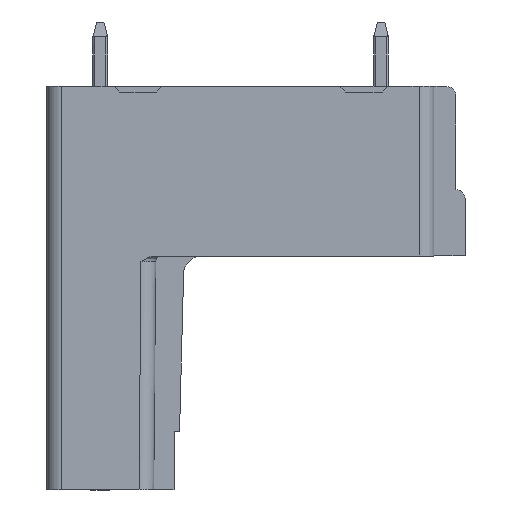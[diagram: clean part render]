
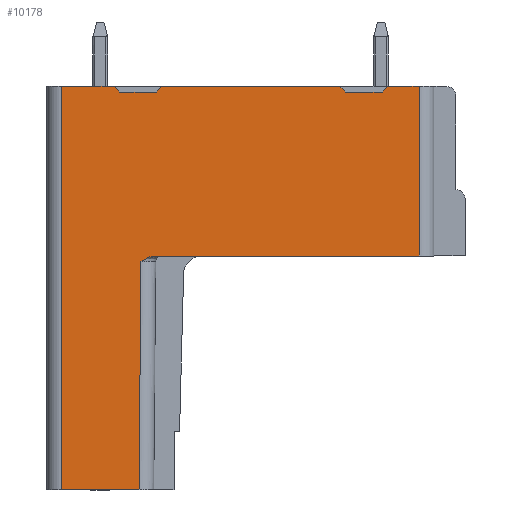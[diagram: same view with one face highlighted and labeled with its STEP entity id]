
A CAD part, left-side view. The second image highlights one B-rep face of the part: STEP entity #10178.
In plain terms, the highlighted planar face has unit normal (-1, 0, 0).
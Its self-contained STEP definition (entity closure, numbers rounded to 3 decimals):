
#125=CARTESIAN_POINT('',(-12.9,5.537,
0.));
#633=DIRECTION('',(0.,1.,0.));
#634=VECTOR('',#633,2.85);
#635=CARTESIAN_POINT('',(-12.9,7.75,9.2));
#636=LINE('',#635,#634);
#1794=DIRECTION('',(0.,1.,0.));
#1795=VECTOR('',#1794,14.337);
#1796=CARTESIAN_POINT('',(-12.9,-8.8,
0.));
#1797=LINE('',#1796,#1795);
#1798=CARTESIAN_POINT('',(-12.9,5.537,
0.));
#1799=CARTESIAN_POINT('',(-12.9,5.563,
0.));
#1800=CARTESIAN_POINT('',(-12.9,5.618,
-0.002));
#1801=CARTESIAN_POINT('',(-12.9,5.71,
-0.018));
#1802=CARTESIAN_POINT('',(-12.9,5.81,
-0.046));
#1803=CARTESIAN_POINT('',(-12.9,5.918,
-0.089));
#1804=CARTESIAN_POINT('',(-12.9,6.033,
-0.146));
#1805=CARTESIAN_POINT('',(-12.9,6.157,
-0.216));
#1806=CARTESIAN_POINT('',(-12.9,6.245,
-0.271));
#1807=CARTESIAN_POINT('',(-12.9,6.292,
-0.3));
#1809=DIRECTION('',(0.,0.009,-1.));
#1810=VECTOR('',#1809,12.4);
#1811=CARTESIAN_POINT('',(-12.9,6.292,
-0.3));
#1812=LINE('',#1811,#1810);
#1813=DIRECTION('',(0.,1.,0.));
#1814=VECTOR('',#1813,4.2);
#1815=CARTESIAN_POINT('',(-12.9,6.4,-12.7));
#1816=LINE('',#1815,#1814);
#1817=DIRECTION('',(0.,-0.707,-0.707));
#1818=VECTOR('',#1817,0.424);
#1819=CARTESIAN_POINT('',(-12.9,7.75,9.2));
#1820=LINE('',#1819,#1818);
#1821=DIRECTION('',(0.,-0.707,0.707));
#1822=VECTOR('',#1821,0.424);
#1823=CARTESIAN_POINT('',(-12.9,5.45,8.9));
#1824=LINE('',#1823,#1822);
#1825=DIRECTION('',(0.,-1.,0.));
#1826=VECTOR('',#1825,9.65);
#1827=CARTESIAN_POINT('',(-12.9,5.15,9.2));
#1828=LINE('',#1827,#1826);
#1829=DIRECTION('',(0.,-0.707,-0.707));
#1830=VECTOR('',#1829,0.424);
#1831=CARTESIAN_POINT('',(-12.9,-4.5,9.2));
#1832=LINE('',#1831,#1830);
#1833=DIRECTION('',(0.,-0.707,0.707));
#1834=VECTOR('',#1833,0.424);
#1835=CARTESIAN_POINT('',(-12.9,-6.8,8.9));
#1836=LINE('',#1835,#1834);
#1837=DIRECTION('',(0.,-1.,0.));
#1838=VECTOR('',#1837,1.7);
#1839=CARTESIAN_POINT('',(-12.9,-7.1,9.2));
#1840=LINE('',#1839,#1838);
#1841=DIRECTION('',(0.,0.,-1.));
#1842=VECTOR('',#1841,9.2);
#1843=CARTESIAN_POINT('',(-12.9,-8.8,9.2));
#1844=LINE('',#1843,#1842);
#2356=DIRECTION('',(0.,1.,0.));
#2357=VECTOR('',#2356,2.);
#2358=CARTESIAN_POINT('',(-12.9,5.45,8.9));
#2359=LINE('',#2358,#2357);
#4524=DIRECTION('',(0.,0.,-1.));
#4525=VECTOR('',#4524,21.9);
#4526=CARTESIAN_POINT('',(-12.9,10.6,9.2));
#4527=LINE('',#4526,#4525);
#4660=DIRECTION('',(0.,1.,0.));
#4661=VECTOR('',#4660,2.);
#4662=CARTESIAN_POINT('',(-12.9,-6.8,8.9));
#4663=LINE('',#4662,#4661);
#7036=VERTEX_POINT('',#125);
#7037=CARTESIAN_POINT('',(-12.9,-8.8,
0.));
#7038=VERTEX_POINT('',#7037);
#7199=CARTESIAN_POINT('',(-12.9,-8.8,9.2));
#7200=VERTEX_POINT('',#7199);
#7201=CARTESIAN_POINT('',(-12.9,-7.1,9.2));
#7202=VERTEX_POINT('',#7201);
#7207=CARTESIAN_POINT('',(-12.9,-4.5,9.2));
#7208=VERTEX_POINT('',#7207);
#7209=CARTESIAN_POINT('',(-12.9,5.15,9.2));
#7210=VERTEX_POINT('',#7209);
#7219=CARTESIAN_POINT('',(-12.9,7.75,9.2));
#7220=VERTEX_POINT('',#7219);
#7221=CARTESIAN_POINT('',(-12.9,10.6,9.2));
#7222=VERTEX_POINT('',#7221);
#7302=VERTEX_POINT('',#1807);
#7303=CARTESIAN_POINT('',(-12.9,6.4,-12.7));
#7304=VERTEX_POINT('',#7303);
#7305=CARTESIAN_POINT('',(-12.9,10.6,-12.7));
#7306=VERTEX_POINT('',#7305);
#7307=CARTESIAN_POINT('',(-12.9,7.45,8.9));
#7308=VERTEX_POINT('',#7307);
#7309=CARTESIAN_POINT('',(-12.9,5.45,8.9));
#7310=VERTEX_POINT('',#7309);
#7311=CARTESIAN_POINT('',(-12.9,-4.8,8.9));
#7312=VERTEX_POINT('',#7311);
#7313=CARTESIAN_POINT('',(-12.9,-6.8,8.9));
#7314=VERTEX_POINT('',#7313);
#10146=CARTESIAN_POINT('',(-12.9,5.192,-0.3));
#10147=DIRECTION('',(-1.,0.,0.));
#10148=DIRECTION('',(0.,-1.,0.));
#10149=AXIS2_PLACEMENT_3D('',#10146,#10147,#10148);
#10150=PLANE('',#10149);
#10151=ORIENTED_EDGE('',*,*,#7918,.T.);
#10153=ORIENTED_EDGE('',*,*,#10152,.T.);
#10155=ORIENTED_EDGE('',*,*,#10154,.T.);
#10157=ORIENTED_EDGE('',*,*,#10156,.T.);
#10159=ORIENTED_EDGE('',*,*,#10158,.F.);
#10160=ORIENTED_EDGE('',*,*,#8390,.F.);
#10162=ORIENTED_EDGE('',*,*,#10161,.T.);
#10164=ORIENTED_EDGE('',*,*,#10163,.F.);
#10166=ORIENTED_EDGE('',*,*,#10165,.T.);
#10167=ORIENTED_EDGE('',*,*,#8374,.T.);
#10169=ORIENTED_EDGE('',*,*,#10168,.T.);
#10171=ORIENTED_EDGE('',*,*,#10170,.F.);
#10173=ORIENTED_EDGE('',*,*,#10172,.T.);
#10174=ORIENTED_EDGE('',*,*,#8365,.T.);
#10175=ORIENTED_EDGE('',*,*,#10139,.T.);
#10176=EDGE_LOOP('',(#10151,#10153,#10155,#10157,#10159,#10160,#10162,#10164,
#10166,#10167,#10169,#10171,#10173,#10174,#10175));
#10177=FACE_OUTER_BOUND('',#10176,.F.);
#10178=ADVANCED_FACE('',(#10177),#10150,.T.);
#1808=B_SPLINE_CURVE_WITH_KNOTS('',3,(#1798,#1799,#1800,#1801,#1802,#1803,#1804,
#1805,#1806,#1807),.UNSPECIFIED.,.F.,.F.,(4,1,1,1,1,1,1,4),(0.,
0.143,0.286,0.429,0.571,
0.714,0.857,1.),.UNSPECIFIED.);
#7918=EDGE_CURVE('',#7038,#7036,#1797,.T.);
#8365=EDGE_CURVE('',#7202,#7200,#1840,.T.);
#8374=EDGE_CURVE('',#7210,#7208,#1828,.T.);
#8390=EDGE_CURVE('',#7220,#7222,#636,.T.);
#10139=EDGE_CURVE('',#7200,#7038,#1844,.T.);
#10152=EDGE_CURVE('',#7036,#7302,#1808,.T.);
#10154=EDGE_CURVE('',#7302,#7304,#1812,.T.);
#10156=EDGE_CURVE('',#7304,#7306,#1816,.T.);
#10158=EDGE_CURVE('',#7222,#7306,#4527,.T.);
#10161=EDGE_CURVE('',#7220,#7308,#1820,.T.);
#10163=EDGE_CURVE('',#7310,#7308,#2359,.T.);
#10165=EDGE_CURVE('',#7310,#7210,#1824,.T.);
#10168=EDGE_CURVE('',#7208,#7312,#1832,.T.);
#10170=EDGE_CURVE('',#7314,#7312,#4663,.T.);
#10172=EDGE_CURVE('',#7314,#7202,#1836,.T.);
